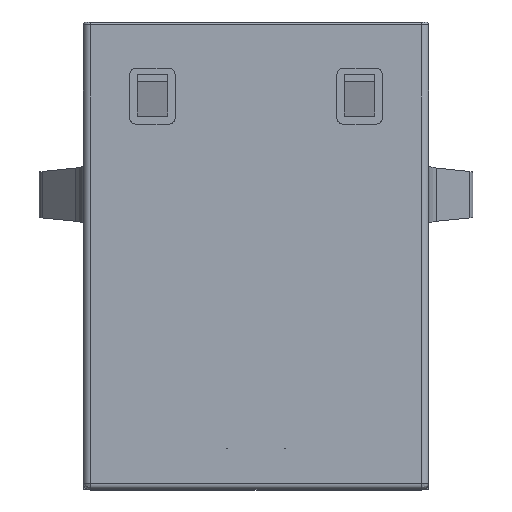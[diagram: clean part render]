
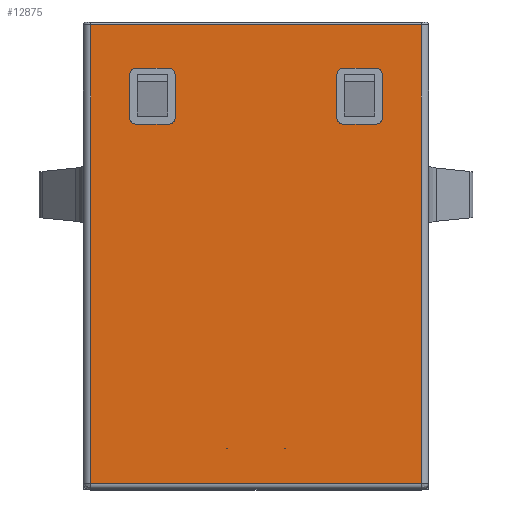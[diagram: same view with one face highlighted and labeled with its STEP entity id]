
A CAD part, top view. The second image highlights one B-rep face of the part: STEP entity #12875.
In plain terms, the highlighted face is planar.
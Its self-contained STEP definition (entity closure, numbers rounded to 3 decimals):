
#86=FACE_BOUND('',#1728,.T.);
#87=FACE_BOUND('',#1729,.T.);
#88=FACE_BOUND('',#1730,.T.);
#89=FACE_BOUND('',#1731,.T.);
#366=CIRCLE('',#13632,0.2);
#368=CIRCLE('',#13636,0.2);
#370=CIRCLE('',#13640,0.2);
#372=CIRCLE('',#13644,0.2);
#374=CIRCLE('',#13648,0.2);
#376=CIRCLE('',#13652,0.2);
#378=CIRCLE('',#13656,0.2);
#380=CIRCLE('',#13660,0.2);
#426=CIRCLE('',#13751,0.25);
#427=CIRCLE('',#13752,0.25);
#1039=FACE_OUTER_BOUND('',#1727,.T.);
#1727=EDGE_LOOP('',(#11062,#11063,#11064,#11065));
#1728=EDGE_LOOP('',(#11066,#11067,#11068,#11069,#11070,#11071,#11072,#11073));
#1729=EDGE_LOOP('',(#11074,#11075,#11076,#11077,#11078,#11079,#11080,#11081));
#1730=EDGE_LOOP('',(#11082,#11083));
#1731=EDGE_LOOP('',(#11084,#11085));
#3047=LINE('',#20048,#4647);
#3051=LINE('',#20060,#4651);
#3056=LINE('',#20073,#4656);
#3059=LINE('',#20082,#4659);
#3063=LINE('',#20096,#4663);
#3067=LINE('',#20108,#4667);
#3071=LINE('',#20120,#4671);
#3075=LINE('',#20130,#4675);
#3202=LINE('',#20462,#4802);
#3218=LINE('',#20521,#4818);
#3219=LINE('',#20525,#4819);
#3220=LINE('',#20526,#4820);
#3221=LINE('',#20529,#4821);
#3222=LINE('',#20534,#4822);
#4647=VECTOR('',#16342,1.177);
#4651=VECTOR('',#16354,1.54);
#4656=VECTOR('',#16367,1.54);
#4659=VECTOR('',#16378,1.177);
#4663=VECTOR('',#16390,1.54);
#4667=VECTOR('',#16402,1.177);
#4671=VECTOR('',#16414,1.54);
#4675=VECTOR('',#16426,1.177);
#4802=VECTOR('',#16701,11.53);
#4818=VECTOR('',#16743,16.);
#4819=VECTOR('',#16748,16.);
#4820=VECTOR('',#16749,11.53);
#4821=VECTOR('',#16750,0.044);
#4822=VECTOR('',#16755,0.044);
#5930=VERTEX_POINT('',#20039);
#5931=VERTEX_POINT('',#20041);
#5933=VERTEX_POINT('',#20047);
#5935=VERTEX_POINT('',#20053);
#5937=VERTEX_POINT('',#20059);
#5939=VERTEX_POINT('',#20065);
#5941=VERTEX_POINT('',#20071);
#5943=VERTEX_POINT('',#20077);
#5946=VERTEX_POINT('',#20087);
#5947=VERTEX_POINT('',#20089);
#5949=VERTEX_POINT('',#20095);
#5951=VERTEX_POINT('',#20101);
#5953=VERTEX_POINT('',#20107);
#5955=VERTEX_POINT('',#20113);
#5957=VERTEX_POINT('',#20119);
#5959=VERTEX_POINT('',#20125);
#6078=VERTEX_POINT('',#20452);
#6080=VERTEX_POINT('',#20458);
#6102=VERTEX_POINT('',#20520);
#6103=VERTEX_POINT('',#20524);
#6104=VERTEX_POINT('',#20527);
#6105=VERTEX_POINT('',#20528);
#6106=VERTEX_POINT('',#20531);
#6107=VERTEX_POINT('',#20532);
#7577=EDGE_CURVE('',#5931,#5930,#366,.T.);
#7580=EDGE_CURVE('',#5933,#5931,#3047,.T.);
#7583=EDGE_CURVE('',#5935,#5933,#368,.T.);
#7586=EDGE_CURVE('',#5937,#5935,#3051,.T.);
#7589=EDGE_CURVE('',#5939,#5937,#370,.T.);
#7593=EDGE_CURVE('',#5930,#5941,#3056,.T.);
#7596=EDGE_CURVE('',#5941,#5943,#372,.T.);
#7598=EDGE_CURVE('',#5943,#5939,#3059,.T.);
#7601=EDGE_CURVE('',#5947,#5946,#374,.T.);
#7604=EDGE_CURVE('',#5949,#5947,#3063,.T.);
#7607=EDGE_CURVE('',#5951,#5949,#376,.T.);
#7610=EDGE_CURVE('',#5953,#5951,#3067,.T.);
#7613=EDGE_CURVE('',#5955,#5953,#378,.T.);
#7616=EDGE_CURVE('',#5957,#5955,#3071,.T.);
#7619=EDGE_CURVE('',#5959,#5957,#380,.T.);
#7622=EDGE_CURVE('',#5946,#5959,#3075,.T.);
#7783=EDGE_CURVE('',#6078,#6080,#3202,.T.);
#7809=EDGE_CURVE('',#6080,#6102,#3218,.T.);
#7811=EDGE_CURVE('',#6103,#6078,#3219,.T.);
#7812=EDGE_CURVE('',#6102,#6103,#3220,.T.);
#7813=EDGE_CURVE('',#6104,#6105,#3221,.T.);
#7814=EDGE_CURVE('',#6105,#6104,#426,.T.);
#7815=EDGE_CURVE('',#6106,#6107,#427,.T.);
#7816=EDGE_CURVE('',#6107,#6106,#3222,.T.);
#11062=ORIENTED_EDGE('',*,*,#7783,.F.);
#11063=ORIENTED_EDGE('',*,*,#7811,.F.);
#11064=ORIENTED_EDGE('',*,*,#7812,.F.);
#11065=ORIENTED_EDGE('',*,*,#7809,.F.);
#11066=ORIENTED_EDGE('',*,*,#7589,.T.);
#11067=ORIENTED_EDGE('',*,*,#7586,.T.);
#11068=ORIENTED_EDGE('',*,*,#7583,.T.);
#11069=ORIENTED_EDGE('',*,*,#7580,.T.);
#11070=ORIENTED_EDGE('',*,*,#7577,.T.);
#11071=ORIENTED_EDGE('',*,*,#7593,.T.);
#11072=ORIENTED_EDGE('',*,*,#7596,.T.);
#11073=ORIENTED_EDGE('',*,*,#7598,.T.);
#11074=ORIENTED_EDGE('',*,*,#7613,.T.);
#11075=ORIENTED_EDGE('',*,*,#7610,.T.);
#11076=ORIENTED_EDGE('',*,*,#7607,.T.);
#11077=ORIENTED_EDGE('',*,*,#7604,.T.);
#11078=ORIENTED_EDGE('',*,*,#7601,.T.);
#11079=ORIENTED_EDGE('',*,*,#7622,.T.);
#11080=ORIENTED_EDGE('',*,*,#7619,.T.);
#11081=ORIENTED_EDGE('',*,*,#7616,.T.);
#11082=ORIENTED_EDGE('',*,*,#7813,.F.);
#11083=ORIENTED_EDGE('',*,*,#7814,.F.);
#11084=ORIENTED_EDGE('',*,*,#7815,.F.);
#11085=ORIENTED_EDGE('',*,*,#7816,.F.);
#12243=PLANE('',#13750);
#12875=ADVANCED_FACE('',(#1039,#86,#87,#88,#89),#12243,.T.);
#13632=AXIS2_PLACEMENT_3D('',#20042,#16336,#16337);
#13636=AXIS2_PLACEMENT_3D('',#20054,#16348,#16349);
#13640=AXIS2_PLACEMENT_3D('',#20066,#16360,#16361);
#13644=AXIS2_PLACEMENT_3D('',#20079,#16373,#16374);
#13648=AXIS2_PLACEMENT_3D('',#20090,#16384,#16385);
#13652=AXIS2_PLACEMENT_3D('',#20102,#16396,#16397);
#13656=AXIS2_PLACEMENT_3D('',#20114,#16408,#16409);
#13660=AXIS2_PLACEMENT_3D('',#20126,#16420,#16421);
#13750=AXIS2_PLACEMENT_3D('',#20523,#16746,#16747);
#13751=AXIS2_PLACEMENT_3D('',#20530,#16751,#16752);
#13752=AXIS2_PLACEMENT_3D('',#20533,#16753,#16754);
#16336=DIRECTION('center_axis',(0.,-1.,0.));
#16337=DIRECTION('ref_axis',(0.,0.,-1.));
#16342=DIRECTION('',(-1.,0.,0.));
#16348=DIRECTION('center_axis',(0.,-1.,0.));
#16349=DIRECTION('ref_axis',(-1.,0.,0.));
#16354=DIRECTION('',(0.,0.,1.));
#16360=DIRECTION('center_axis',(0.,-1.,0.));
#16361=DIRECTION('ref_axis',(0.,0.,1.));
#16367=DIRECTION('',(0.,0.,-1.));
#16373=DIRECTION('center_axis',(0.,-1.,0.));
#16374=DIRECTION('ref_axis',(1.,0.,0.));
#16378=DIRECTION('',(1.,0.,0.));
#16384=DIRECTION('center_axis',(0.,-1.,0.));
#16385=DIRECTION('ref_axis',(0.,0.,-1.));
#16390=DIRECTION('',(0.,0.,1.));
#16396=DIRECTION('center_axis',(0.,-1.,0.));
#16397=DIRECTION('ref_axis',(-1.,0.,0.));
#16402=DIRECTION('',(1.,0.,0.));
#16408=DIRECTION('center_axis',(0.,-1.,0.));
#16409=DIRECTION('ref_axis',(0.,0.,1.));
#16414=DIRECTION('',(0.,0.,-1.));
#16420=DIRECTION('center_axis',(0.,-1.,0.));
#16421=DIRECTION('ref_axis',(1.,0.,0.));
#16426=DIRECTION('',(-1.,0.,0.));
#16701=DIRECTION('',(-1.,0.,0.));
#16743=DIRECTION('',(0.,0.,-1.));
#16746=DIRECTION('center_axis',(0.,1.,0.));
#16747=DIRECTION('ref_axis',(1.,0.,0.));
#16748=DIRECTION('',(0.,0.,1.));
#16749=DIRECTION('',(1.,0.,0.));
#16750=DIRECTION('',(1.,0.,0.));
#16751=DIRECTION('center_axis',(0.,1.,0.));
#16752=DIRECTION('ref_axis',(1.,0.,0.));
#16753=DIRECTION('center_axis',(0.,1.,0.));
#16754=DIRECTION('ref_axis',(1.,0.,0.));
#16755=DIRECTION('',(1.,0.,0.));
#20039=CARTESIAN_POINT('',(2.823,5.31,-12.923));
#20041=CARTESIAN_POINT('',(3.023,5.31,-12.723));
#20042=CARTESIAN_POINT('Origin',(3.023,5.31,-12.923));
#20047=CARTESIAN_POINT('',(4.201,5.31,-12.723));
#20048=CARTESIAN_POINT('',(-1.496,5.31,-12.723));
#20053=CARTESIAN_POINT('',(4.401,5.31,-12.923));
#20054=CARTESIAN_POINT('Origin',(4.201,5.31,-12.923));
#20059=CARTESIAN_POINT('',(4.401,5.31,-14.463));
#20060=CARTESIAN_POINT('',(4.401,5.31,-6.462));
#20065=CARTESIAN_POINT('',(4.201,5.31,-14.663));
#20066=CARTESIAN_POINT('Origin',(4.201,5.31,-14.463));
#20071=CARTESIAN_POINT('',(2.823,5.31,-14.463));
#20073=CARTESIAN_POINT('',(2.823,5.31,-7.231));
#20077=CARTESIAN_POINT('',(3.023,5.31,-14.663));
#20079=CARTESIAN_POINT('Origin',(3.023,5.31,-14.463));
#20082=CARTESIAN_POINT('',(-0.907,5.31,-14.663));
#20087=CARTESIAN_POINT('',(-3.023,5.31,-12.723));
#20089=CARTESIAN_POINT('',(-2.823,5.31,-12.923));
#20090=CARTESIAN_POINT('Origin',(-3.023,5.31,-12.923));
#20095=CARTESIAN_POINT('',(-2.823,5.31,-14.463));
#20096=CARTESIAN_POINT('',(-2.823,5.31,-7.231));
#20101=CARTESIAN_POINT('',(-3.023,5.31,-14.663));
#20102=CARTESIAN_POINT('Origin',(-3.023,5.31,-14.463));
#20107=CARTESIAN_POINT('',(-4.201,5.31,-14.663));
#20108=CARTESIAN_POINT('',(-5.108,5.31,-14.663));
#20113=CARTESIAN_POINT('',(-4.401,5.31,-14.463));
#20114=CARTESIAN_POINT('Origin',(-4.201,5.31,-14.463));
#20119=CARTESIAN_POINT('',(-4.401,5.31,-12.923));
#20120=CARTESIAN_POINT('',(-4.401,5.31,-6.462));
#20125=CARTESIAN_POINT('',(-4.201,5.31,-12.723));
#20126=CARTESIAN_POINT('Origin',(-4.201,5.31,-12.923));
#20130=CARTESIAN_POINT('',(-4.519,5.31,-12.723));
#20452=CARTESIAN_POINT('',(5.765,5.31,-0.18));
#20458=CARTESIAN_POINT('',(-5.765,5.31,-0.18));
#20462=CARTESIAN_POINT('',(-3.008,5.31,-0.18));
#20520=CARTESIAN_POINT('',(-5.765,5.31,-16.18));
#20521=CARTESIAN_POINT('',(-5.765,5.31,0.));
#20523=CARTESIAN_POINT('Origin',(-6.015,5.31,0.));
#20524=CARTESIAN_POINT('',(5.765,5.31,-16.18));
#20525=CARTESIAN_POINT('',(5.765,5.31,0.));
#20526=CARTESIAN_POINT('',(-10.868,5.31,-16.18));
#20527=CARTESIAN_POINT('',(0.978,5.31,-1.399));
#20528=CARTESIAN_POINT('',(1.022,5.31,-1.399));
#20529=CARTESIAN_POINT('',(-1.25,5.31,-1.399));
#20530=CARTESIAN_POINT('Origin',(1.,5.31,-1.15));
#20531=CARTESIAN_POINT('',(-0.978,5.31,-1.399));
#20532=CARTESIAN_POINT('',(-1.022,5.31,-1.399));
#20533=CARTESIAN_POINT('Origin',(-1.,5.31,-1.15));
#20534=CARTESIAN_POINT('',(-1.25,5.31,-1.399));
